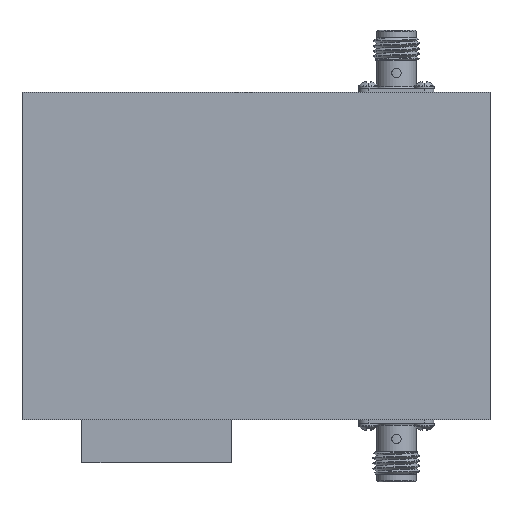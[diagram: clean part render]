
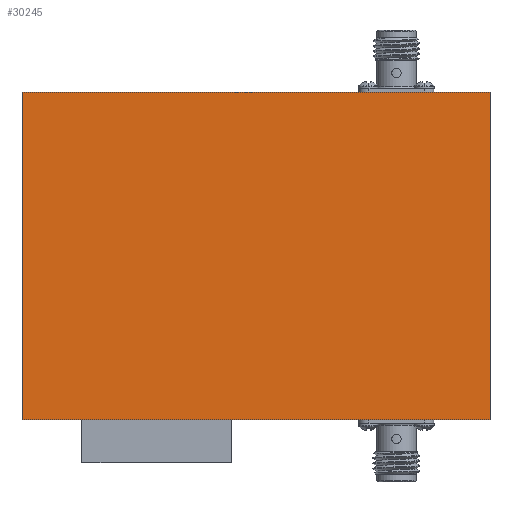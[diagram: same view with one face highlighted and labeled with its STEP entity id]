
A CAD part, top view. The second image highlights one B-rep face of the part: STEP entity #30245.
In plain terms, the highlighted planar face has unit normal (0, 0, 1).
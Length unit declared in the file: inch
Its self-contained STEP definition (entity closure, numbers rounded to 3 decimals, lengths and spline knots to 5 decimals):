
#156 = EDGE_CURVE ( 'NONE', #23318, #2685, #2380, .T. ) ;
#2380 = LINE ( 'NONE', #31919, #33193 ) ;
#2685 = VERTEX_POINT ( 'NONE', #27713 ) ;
#4928 = VECTOR ( 'NONE', #22775, 39.37008 ) ;
#7734 = CARTESIAN_POINT ( 'NONE',  ( -1.25, -0.875, 0.24 ) ) ;
#8091 = ORIENTED_EDGE ( 'NONE', *, *, #17109, .F. ) ;
#8345 = DIRECTION ( 'NONE',  ( 0., 0., 1. ) ) ;
#8757 = DIRECTION ( 'NONE',  ( 0., -1., 0. ) ) ;
#9171 = ORIENTED_EDGE ( 'NONE', *, *, #18856, .F. ) ;
#9174 = LINE ( 'NONE', #22471, #28788 ) ;
#10830 = DIRECTION ( 'NONE',  ( 1., 0., 0. ) ) ;
#12425 = ORIENTED_EDGE ( 'NONE', *, *, #156, .F. ) ;
#12526 = EDGE_CURVE ( 'NONE', #2685, #28225, #9174, .T. ) ;
#12604 = CARTESIAN_POINT ( 'NONE',  ( -1.25, -0.875, 0.24 ) ) ;
#13542 = CARTESIAN_POINT ( 'NONE',  ( -1.25, 0.875, 0.24 ) ) ;
#14336 = FACE_OUTER_BOUND ( 'NONE', #25222, .T. ) ;
#15269 = LINE ( 'NONE', #7734, #31268 ) ;
#15289 = DIRECTION ( 'NONE',  ( -1., 0., 0. ) ) ;
#15372 = LINE ( 'NONE', #32615, #4928 ) ;
#17109 = EDGE_CURVE ( 'NONE', #28225, #32037, #15269, .T. ) ;
#18148 = CARTESIAN_POINT ( 'NONE',  ( 1.25, 0.875, 0.24 ) ) ;
#18440 = PLANE ( 'NONE',  #21953 ) ;
#18460 = ORIENTED_EDGE ( 'NONE', *, *, #12526, .F. ) ;
#18856 = EDGE_CURVE ( 'NONE', #32037, #23318, #15372, .T. ) ;
#21953 = AXIS2_PLACEMENT_3D ( 'NONE', #26142, #8345, #10830 ) ;
#22471 = CARTESIAN_POINT ( 'NONE',  ( 1.25, -0.875, 0.24 ) ) ;
#22775 = DIRECTION ( 'NONE',  ( 1., 0., 0. ) ) ;
#23318 = VERTEX_POINT ( 'NONE', #18148 ) ;
#25222 = EDGE_LOOP ( 'NONE', ( #9171, #8091, #18460, #12425 ) ) ;
#26142 = CARTESIAN_POINT ( 'NONE',  ( 0., 0., 0.24 ) ) ;
#27713 = CARTESIAN_POINT ( 'NONE',  ( 1.25, -0.875, 0.24 ) ) ;
#28225 = VERTEX_POINT ( 'NONE', #12604 ) ;
#28788 = VECTOR ( 'NONE', #15289, 39.37008 ) ;
#30245 = ADVANCED_FACE ( 'NONE', ( #14336 ), #18440, .T. ) ;
#30783 = DIRECTION ( 'NONE',  ( 0., 1., 0. ) ) ;
#31268 = VECTOR ( 'NONE', #30783, 39.37008 ) ;
#31919 = CARTESIAN_POINT ( 'NONE',  ( 1.25, 0.875, 0.24 ) ) ;
#32037 = VERTEX_POINT ( 'NONE', #13542 ) ;
#32615 = CARTESIAN_POINT ( 'NONE',  ( -1.25, 0.875, 0.24 ) ) ;
#33193 = VECTOR ( 'NONE', #8757, 39.37008 ) ;
